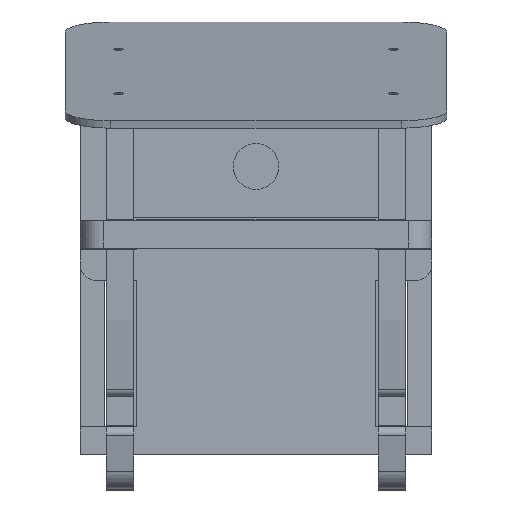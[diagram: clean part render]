
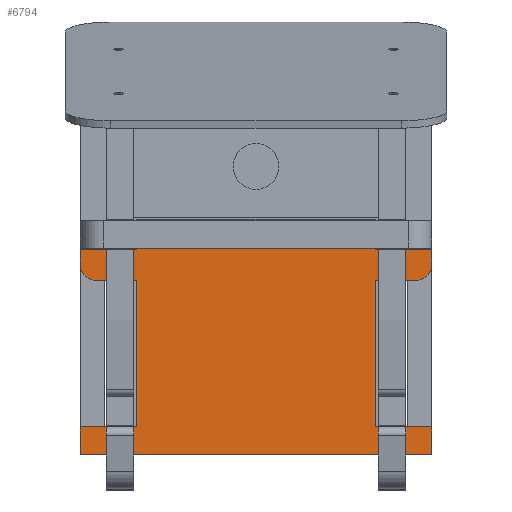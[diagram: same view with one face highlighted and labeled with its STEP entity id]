
A CAD part, top view. The second image highlights one B-rep face of the part: STEP entity #6794.
In plain terms, the highlighted planar face has unit normal (0, 0, 1).
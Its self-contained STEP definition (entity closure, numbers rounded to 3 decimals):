
#34 = CIRCLE ( 'NONE', #5746, 10. ) ;
#142 = VERTEX_POINT ( 'NONE', #1089 ) ;
#187 = DIRECTION ( 'NONE',  ( 0., 1., 0. ) ) ;
#230 = EDGE_CURVE ( 'NONE', #2453, #417, #2220, .T. ) ;
#234 = CARTESIAN_POINT ( 'NONE',  ( -115., -129.682, 59.573 ) ) ;
#273 = DIRECTION ( 'NONE',  ( -1., 0., 0. ) ) ;
#313 = ORIENTED_EDGE ( 'NONE', *, *, #3351, .F. ) ;
#417 = VERTEX_POINT ( 'NONE', #3194 ) ;
#429 = DIRECTION ( 'NONE',  ( 0., 0., 1. ) ) ;
#478 = CARTESIAN_POINT ( 'NONE',  ( 115., -5.682, 59.573 ) ) ;
#556 = VERTEX_POINT ( 'NONE', #234 ) ;
#614 = EDGE_CURVE ( 'NONE', #556, #2529, #2108, .T. ) ;
#642 = ORIENTED_EDGE ( 'NONE', *, *, #230, .T. ) ;
#755 = CARTESIAN_POINT ( 'NONE',  ( 78., -15.682, 59.573 ) ) ;
#799 = VECTOR ( 'NONE', #4751, 1000. ) ;
#842 = DIRECTION ( 'NONE',  ( -1., 0., 0. ) ) ;
#845 = VERTEX_POINT ( 'NONE', #4546 ) ;
#891 = CARTESIAN_POINT ( 'NONE',  ( -105., -5.682, 59.573 ) ) ;
#927 = DIRECTION ( 'NONE',  ( -1., 0., 0. ) ) ;
#950 = DIRECTION ( 'NONE',  ( 0., -1., 0. ) ) ;
#993 = CARTESIAN_POINT ( 'NONE',  ( -78., 4.318, 59.573 ) ) ;
#1012 = EDGE_CURVE ( 'NONE', #8042, #4166, #5873, .T. ) ;
#1043 = LINE ( 'NONE', #2208, #3415 ) ;
#1089 = CARTESIAN_POINT ( 'NONE',  ( 78., 4.318, 59.573 ) ) ;
#1120 = CARTESIAN_POINT ( 'NONE',  ( -115., 4.318, 59.573 ) ) ;
#1166 = EDGE_CURVE ( 'NONE', #142, #3035, #2471, .T. ) ;
#1196 = LINE ( 'NONE', #6102, #6950 ) ;
#1209 = LINE ( 'NONE', #3707, #4749 ) ;
#1228 = DIRECTION ( 'NONE',  ( 0., 1., 0. ) ) ;
#1444 = VECTOR ( 'NONE', #7188, 1000. ) ;
#1522 = CARTESIAN_POINT ( 'NONE',  ( 115., -111.682, 59.573 ) ) ;
#1600 = CARTESIAN_POINT ( 'NONE',  ( 78., 24.318, 59.573 ) ) ;
#1632 = DIRECTION ( 'NONE',  ( 1., 0., 0. ) ) ;
#1655 = LINE ( 'NONE', #6743, #5249 ) ;
#1726 = DIRECTION ( 'NONE',  ( 0., 0., 1. ) ) ;
#1746 = LINE ( 'NONE', #1120, #4175 ) ;
#1777 = ORIENTED_EDGE ( 'NONE', *, *, #7549, .T. ) ;
#1843 = CARTESIAN_POINT ( 'NONE',  ( -78., -15.682, 59.573 ) ) ;
#1872 = DIRECTION ( 'NONE',  ( 0., -1., 0. ) ) ;
#1884 = ORIENTED_EDGE ( 'NONE', *, *, #4071, .F. ) ;
#1921 = VERTEX_POINT ( 'NONE', #993 ) ;
#1978 = CARTESIAN_POINT ( 'NONE',  ( 78., -111.682, 59.573 ) ) ;
#2018 = ORIENTED_EDGE ( 'NONE', *, *, #6322, .T. ) ;
#2085 = AXIS2_PLACEMENT_3D ( 'NONE', #3047, #429, #1632 ) ;
#2108 = LINE ( 'NONE', #4641, #1444 ) ;
#2208 = CARTESIAN_POINT ( 'NONE',  ( 78., -71.682, 59.573 ) ) ;
#2220 = LINE ( 'NONE', #2840, #799 ) ;
#2228 = DIRECTION ( 'NONE',  ( 0., 0., -1. ) ) ;
#2290 = AXIS2_PLACEMENT_3D ( 'NONE', #891, #2228, #273 ) ;
#2432 = DIRECTION ( 'NONE',  ( 0., 1., 0. ) ) ;
#2445 = DIRECTION ( 'NONE',  ( -1., 0., 0. ) ) ;
#2453 = VERTEX_POINT ( 'NONE', #755 ) ;
#2471 = LINE ( 'NONE', #8157, #6789 ) ;
#2529 = VERTEX_POINT ( 'NONE', #8106 ) ;
#2746 = EDGE_CURVE ( 'NONE', #5970, #845, #1196, .T. ) ;
#2762 = EDGE_CURVE ( 'NONE', #3654, #142, #5605, .T. ) ;
#2840 = CARTESIAN_POINT ( 'NONE',  ( 78., -15.682, 59.573 ) ) ;
#2911 = VERTEX_POINT ( 'NONE', #1978 ) ;
#2941 = ORIENTED_EDGE ( 'NONE', *, *, #1166, .T. ) ;
#3000 = EDGE_CURVE ( 'NONE', #4166, #6116, #8023, .T. ) ;
#3035 = VERTEX_POINT ( 'NONE', #1600 ) ;
#3047 = CARTESIAN_POINT ( 'NONE',  ( -105., -5.682, 59.573 ) ) ;
#3148 = EDGE_CURVE ( 'NONE', #417, #3237, #34, .T. ) ;
#3194 = CARTESIAN_POINT ( 'NONE',  ( 105., -15.682, 59.573 ) ) ;
#3237 = VERTEX_POINT ( 'NONE', #478 ) ;
#3305 = ORIENTED_EDGE ( 'NONE', *, *, #6662, .T. ) ;
#3351 = EDGE_CURVE ( 'NONE', #845, #8042, #4460, .T. ) ;
#3353 = LINE ( 'NONE', #5880, #6334 ) ;
#3387 = ORIENTED_EDGE ( 'NONE', *, *, #1012, .F. ) ;
#3415 = VECTOR ( 'NONE', #3537, 1000. ) ;
#3537 = DIRECTION ( 'NONE',  ( 0., 1., 0. ) ) ;
#3654 = VERTEX_POINT ( 'NONE', #4831 ) ;
#3701 = ORIENTED_EDGE ( 'NONE', *, *, #3148, .T. ) ;
#3707 = CARTESIAN_POINT ( 'NONE',  ( -115., -129.682, 59.573 ) ) ;
#4060 = DIRECTION ( 'NONE',  ( -1., 0., 0. ) ) ;
#4071 = EDGE_CURVE ( 'NONE', #7197, #1921, #1746, .T. ) ;
#4079 = VECTOR ( 'NONE', #927, 1000. ) ;
#4098 = DIRECTION ( 'NONE',  ( 0., 1., 0. ) ) ;
#4164 = CARTESIAN_POINT ( 'NONE',  ( -115., 4.318, 59.573 ) ) ;
#4166 = VERTEX_POINT ( 'NONE', #5067 ) ;
#4175 = VECTOR ( 'NONE', #8135, 1000. ) ;
#4400 = VERTEX_POINT ( 'NONE', #4685 ) ;
#4460 = LINE ( 'NONE', #5166, #7224 ) ;
#4546 = CARTESIAN_POINT ( 'NONE',  ( -78., -111.682, 59.573 ) ) ;
#4641 = CARTESIAN_POINT ( 'NONE',  ( -78., -129.682, 59.573 ) ) ;
#4685 = CARTESIAN_POINT ( 'NONE',  ( 115., -111.682, 59.573 ) ) ;
#4749 = VECTOR ( 'NONE', #1872, 1000. ) ;
#4750 = CARTESIAN_POINT ( 'NONE',  ( 78., 24.318, 59.573 ) ) ;
#4751 = DIRECTION ( 'NONE',  ( 1., 0., 0. ) ) ;
#4759 = ORIENTED_EDGE ( 'NONE', *, *, #5441, .F. ) ;
#4823 = EDGE_CURVE ( 'NONE', #6116, #7197, #7347, .T. ) ;
#4831 = CARTESIAN_POINT ( 'NONE',  ( 115., 4.318, 59.573 ) ) ;
#4919 = FACE_OUTER_BOUND ( 'NONE', #7460, .T. ) ;
#4931 = CARTESIAN_POINT ( 'NONE',  ( -78., 24.318, 59.573 ) ) ;
#5067 = CARTESIAN_POINT ( 'NONE',  ( -105., -15.682, 59.573 ) ) ;
#5166 = CARTESIAN_POINT ( 'NONE',  ( -78., -71.682, 59.573 ) ) ;
#5174 = ORIENTED_EDGE ( 'NONE', *, *, #2746, .F. ) ;
#5249 = VECTOR ( 'NONE', #950, 1000. ) ;
#5285 = ORIENTED_EDGE ( 'NONE', *, *, #7252, .T. ) ;
#5441 = EDGE_CURVE ( 'NONE', #4400, #2529, #1655, .T. ) ;
#5472 = CARTESIAN_POINT ( 'NONE',  ( 105., -5.682, 59.573 ) ) ;
#5509 = CARTESIAN_POINT ( 'NONE',  ( -115., -5.682, 59.573 ) ) ;
#5605 = LINE ( 'NONE', #8171, #7478 ) ;
#5683 = ORIENTED_EDGE ( 'NONE', *, *, #4823, .F. ) ;
#5746 = AXIS2_PLACEMENT_3D ( 'NONE', #5472, #1726, #6727 ) ;
#5764 = CARTESIAN_POINT ( 'NONE',  ( -115., -5.682, 59.573 ) ) ;
#5869 = LINE ( 'NONE', #4750, #4079 ) ;
#5873 = LINE ( 'NONE', #7893, #5968 ) ;
#5880 = CARTESIAN_POINT ( 'NONE',  ( 115., -5.682, 59.573 ) ) ;
#5968 = VECTOR ( 'NONE', #842, 1000. ) ;
#5970 = VERTEX_POINT ( 'NONE', #7363 ) ;
#6102 = CARTESIAN_POINT ( 'NONE',  ( -115., -111.682, 59.573 ) ) ;
#6116 = VERTEX_POINT ( 'NONE', #5764 ) ;
#6129 = PLANE ( 'NONE',  #2085 ) ;
#6223 = VECTOR ( 'NONE', #4060, 1000. ) ;
#6254 = CARTESIAN_POINT ( 'NONE',  ( -78., 4.318, 59.573 ) ) ;
#6322 = EDGE_CURVE ( 'NONE', #3237, #3654, #3353, .T. ) ;
#6324 = ORIENTED_EDGE ( 'NONE', *, *, #6905, .F. ) ;
#6334 = VECTOR ( 'NONE', #187, 1000. ) ;
#6336 = LINE ( 'NONE', #6254, #7964 ) ;
#6432 = ORIENTED_EDGE ( 'NONE', *, *, #614, .T. ) ;
#6525 = ORIENTED_EDGE ( 'NONE', *, *, #3000, .F. ) ;
#6579 = VECTOR ( 'NONE', #4098, 1000. ) ;
#6662 = EDGE_CURVE ( 'NONE', #3035, #7571, #5869, .T. ) ;
#6727 = DIRECTION ( 'NONE',  ( 1., 0., 0. ) ) ;
#6741 = DIRECTION ( 'NONE',  ( 1., 0., 0. ) ) ;
#6743 = CARTESIAN_POINT ( 'NONE',  ( 115., -129.682, 59.573 ) ) ;
#6769 = ORIENTED_EDGE ( 'NONE', *, *, #7330, .T. ) ;
#6789 = VECTOR ( 'NONE', #2432, 1000. ) ;
#6794 = ADVANCED_FACE ( 'NONE', ( #4919 ), #6129, .T. ) ;
#6819 = ORIENTED_EDGE ( 'NONE', *, *, #2762, .T. ) ;
#6905 = EDGE_CURVE ( 'NONE', #1921, #7571, #6336, .T. ) ;
#6950 = VECTOR ( 'NONE', #6741, 1000. ) ;
#6962 = DIRECTION ( 'NONE',  ( 0., 1., 0. ) ) ;
#7188 = DIRECTION ( 'NONE',  ( 1., 0., 0. ) ) ;
#7197 = VERTEX_POINT ( 'NONE', #4164 ) ;
#7224 = VECTOR ( 'NONE', #1228, 1000. ) ;
#7225 = LINE ( 'NONE', #1522, #6223 ) ;
#7252 = EDGE_CURVE ( 'NONE', #2911, #2453, #1043, .T. ) ;
#7330 = EDGE_CURVE ( 'NONE', #5970, #556, #1209, .T. ) ;
#7347 = LINE ( 'NONE', #5509, #6579 ) ;
#7363 = CARTESIAN_POINT ( 'NONE',  ( -115., -111.682, 59.573 ) ) ;
#7460 = EDGE_LOOP ( 'NONE', ( #3305, #6324, #1884, #5683, #6525, #3387, #313, #5174, #6769, #6432, #4759, #1777, #5285, #642, #3701, #2018, #6819, #2941 ) ) ;
#7478 = VECTOR ( 'NONE', #2445, 1000. ) ;
#7549 = EDGE_CURVE ( 'NONE', #4400, #2911, #7225, .T. ) ;
#7571 = VERTEX_POINT ( 'NONE', #4931 ) ;
#7893 = CARTESIAN_POINT ( 'NONE',  ( -78., -15.682, 59.573 ) ) ;
#7964 = VECTOR ( 'NONE', #6962, 1000. ) ;
#8023 = CIRCLE ( 'NONE', #2290, 10. ) ;
#8042 = VERTEX_POINT ( 'NONE', #1843 ) ;
#8106 = CARTESIAN_POINT ( 'NONE',  ( 115., -129.682, 59.573 ) ) ;
#8135 = DIRECTION ( 'NONE',  ( 1., 0., 0. ) ) ;
#8157 = CARTESIAN_POINT ( 'NONE',  ( 78., 4.318, 59.573 ) ) ;
#8171 = CARTESIAN_POINT ( 'NONE',  ( 115., 4.318, 59.573 ) ) ;
